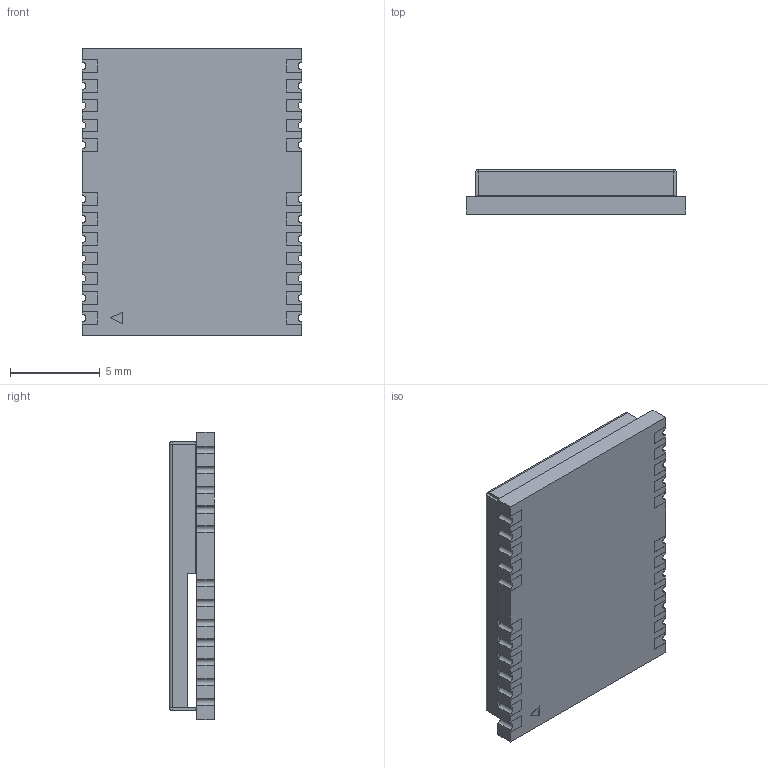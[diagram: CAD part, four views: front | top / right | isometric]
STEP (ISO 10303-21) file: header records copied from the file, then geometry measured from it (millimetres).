
FILE_DESCRIPTION (( 'STEP AP214' ), '1' );
FILE_NAME ('LC29HBAMD.STEP', '2023-02-09T22:32:45', ( '' ), ( '' ), 'SwSTEP 2.0', 'SolidWorks 2021', '' );
FILE_SCHEMA (( 'AUTOMOTIVE_DESIGN' ));
Length unit declared in the file: millimetre
Products named in the file (1): LC29HBAMD
Bounding box: 12.2 x 2.5 x 16 mm (x, y, z)
Volume: 226.1 mm3; surface area: 908.8 mm2
Topology: 2 solids, 2 shells, 1139 faces, 3169 edges, 2093 vertices
Faces by surface type: plane 961, bspline 100, cylinder 78
Entity records: 37357 total; most frequent: CARTESIAN_POINT 7886, ORIENTED_EDGE 6338, DIRECTION 5205, EDGE_CURVE 3169, LINE 2813, VECTOR 2813, VERTEX_POINT 2093, EDGE_LOOP 1200
